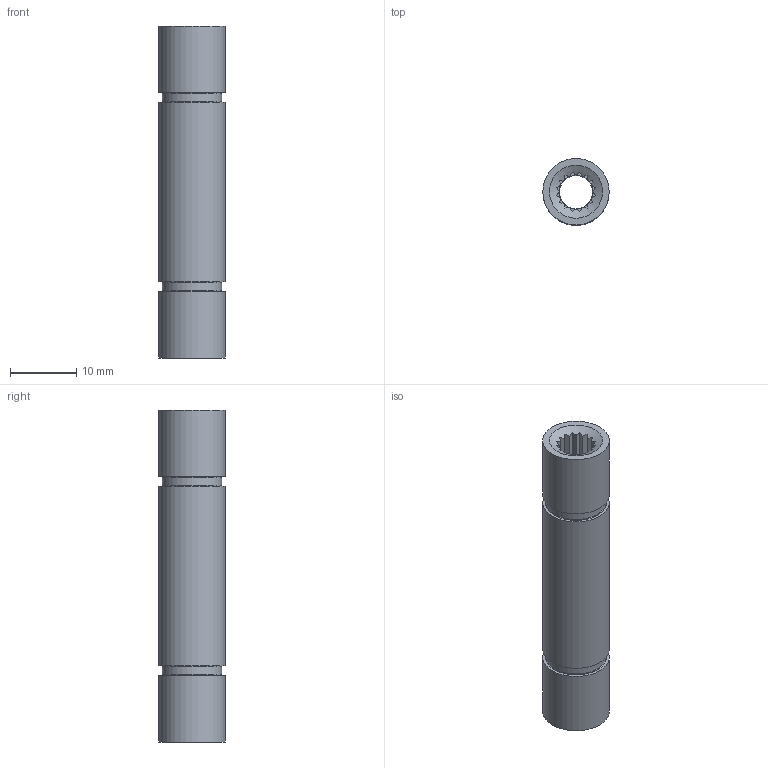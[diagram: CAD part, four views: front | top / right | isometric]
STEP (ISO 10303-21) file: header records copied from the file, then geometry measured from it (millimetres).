
FILE_DESCRIPTION(('Open CASCADE Model'),'2;1');
FILE_NAME('Open CASCADE Shape Model','2026-02-07T20:00:04',('Author'),( 'Open CASCADE'),'Open CASCADE STEP processor 7.8','Open CASCADE 7.8' ,'Unknown');
FILE_SCHEMA(('AUTOMOTIVE_DESIGN { 1 0 10303 214 1 1 1 1 }'));
Length unit declared in the file: millimetre
Products named in the file (1): Open CASCADE STEP translator 7.8 1
Bounding box: 10 x 10 x 50 mm (x, y, z)
Volume: 2765.9 mm3; surface area: 2730.7 mm2
Topology: 1 solids, 1 shells, 66 faces, 141 edges, 81 vertices
Faces by surface type: plane 54, cylinder 6, torus 4, cone 2
Full cylindrical faces by diameter (mm): 5 x1, 9 x2, 10 x3
Entity records: 3725 total; most frequent: CARTESIAN_POINT 923, DIRECTION 534, ORIENTED_EDGE 282, PCURVE 282, DEFINITIONAL_REPRESENTATION 282, LINE 254, VECTOR 254, EDGE_CURVE 141
